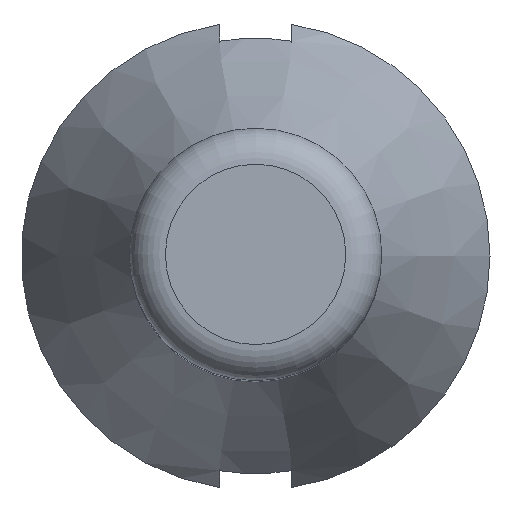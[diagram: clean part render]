
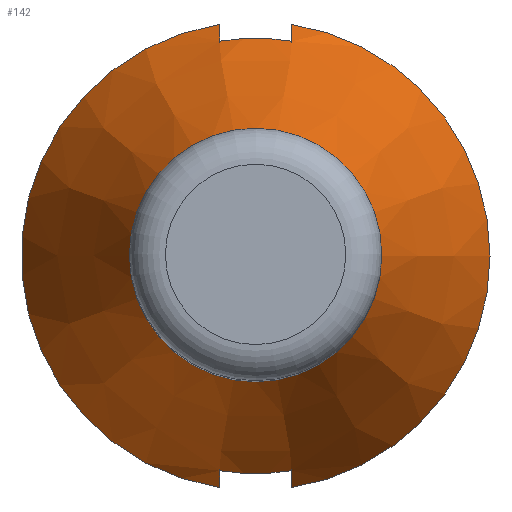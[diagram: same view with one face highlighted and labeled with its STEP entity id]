
A CAD part, top view. The second image highlights one B-rep face of the part: STEP entity #142.
In plain terms, the highlighted conical face has half-angle 24.775 degrees and reference radius 2.5 mm.
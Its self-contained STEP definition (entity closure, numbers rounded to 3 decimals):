
#17=CONICAL_SURFACE('',#183,2.5,0.432);
#18=(
BOUNDED_CURVE()
B_SPLINE_CURVE(2,(#241,#242,#243),.UNSPECIFIED.,.F.,.F.)
B_SPLINE_CURVE_WITH_KNOTS((3,3),(0.,0.055),.UNSPECIFIED.)
CURVE()
GEOMETRIC_REPRESENTATION_ITEM()
RATIONAL_B_SPLINE_CURVE((1.,1.001,1.))
REPRESENTATION_ITEM('')
);
#19=(
BOUNDED_CURVE()
B_SPLINE_CURVE(2,(#247,#248,#249),.UNSPECIFIED.,.F.,.F.)
B_SPLINE_CURVE_WITH_KNOTS((3,3),(0.,0.055),.UNSPECIFIED.)
CURVE()
GEOMETRIC_REPRESENTATION_ITEM()
RATIONAL_B_SPLINE_CURVE((1.,1.001,1.))
REPRESENTATION_ITEM('')
);
#21=(
BOUNDED_CURVE()
B_SPLINE_CURVE(2,(#256,#257,#258),.UNSPECIFIED.,.F.,.F.)
B_SPLINE_CURVE_WITH_KNOTS((3,3),(0.,0.055),.UNSPECIFIED.)
CURVE()
GEOMETRIC_REPRESENTATION_ITEM()
RATIONAL_B_SPLINE_CURVE((1.,1.001,1.))
REPRESENTATION_ITEM('')
);
#23=(
BOUNDED_CURVE()
B_SPLINE_CURVE(2,(#264,#265,#266),.UNSPECIFIED.,.F.,.F.)
B_SPLINE_CURVE_WITH_KNOTS((3,3),(0.,0.055),.UNSPECIFIED.)
CURVE()
GEOMETRIC_REPRESENTATION_ITEM()
RATIONAL_B_SPLINE_CURVE((1.,1.001,1.))
REPRESENTATION_ITEM('')
);
#31=LINE('',#278,#35);
#35=VECTOR('',#225,2.5);
#45=FACE_OUTER_BOUND('',#54,.T.);
#54=EDGE_LOOP('',(#121,#122,#123,#124,#125,#126,#127,#128,#129,#130,#131,
#132));
#58=CIRCLE('',#171,1.75);
#59=CIRCLE('',#176,3.019);
#60=CIRCLE('',#177,3.019);
#61=CIRCLE('',#179,3.25);
#62=CIRCLE('',#181,3.25);
#63=CIRCLE('',#182,3.25);
#66=VERTEX_POINT('',#234);
#67=VERTEX_POINT('',#239);
#68=VERTEX_POINT('',#240);
#69=VERTEX_POINT('',#244);
#70=VERTEX_POINT('',#246);
#71=VERTEX_POINT('',#254);
#72=VERTEX_POINT('',#255);
#73=VERTEX_POINT('',#259);
#74=VERTEX_POINT('',#263);
#75=VERTEX_POINT('',#274);
#79=EDGE_CURVE('',#66,#66,#58,.T.);
#81=EDGE_CURVE('',#67,#68,#18,.T.);
#83=EDGE_CURVE('',#70,#69,#19,.T.);
#85=EDGE_CURVE('',#71,#72,#21,.T.);
#87=EDGE_CURVE('',#74,#73,#23,.T.);
#89=EDGE_CURVE('',#72,#67,#59,.T.);
#90=EDGE_CURVE('',#69,#74,#60,.T.);
#91=EDGE_CURVE('',#71,#73,#61,.T.);
#92=EDGE_CURVE('',#70,#75,#62,.T.);
#93=EDGE_CURVE('',#75,#68,#63,.T.);
#94=EDGE_CURVE('',#75,#66,#31,.T.);
#121=ORIENTED_EDGE('',*,*,#81,.T.);
#122=ORIENTED_EDGE('',*,*,#93,.F.);
#123=ORIENTED_EDGE('',*,*,#94,.T.);
#124=ORIENTED_EDGE('',*,*,#79,.T.);
#125=ORIENTED_EDGE('',*,*,#94,.F.);
#126=ORIENTED_EDGE('',*,*,#92,.F.);
#127=ORIENTED_EDGE('',*,*,#83,.T.);
#128=ORIENTED_EDGE('',*,*,#90,.T.);
#129=ORIENTED_EDGE('',*,*,#87,.T.);
#130=ORIENTED_EDGE('',*,*,#91,.F.);
#131=ORIENTED_EDGE('',*,*,#85,.T.);
#132=ORIENTED_EDGE('',*,*,#89,.T.);
#142=ADVANCED_FACE('',(#45),#17,.T.);
#171=AXIS2_PLACEMENT_3D('',#235,#196,#197);
#176=AXIS2_PLACEMENT_3D('',#269,#209,#210);
#177=AXIS2_PLACEMENT_3D('',#270,#211,#212);
#179=AXIS2_PLACEMENT_3D('',#272,#215,#216);
#181=AXIS2_PLACEMENT_3D('',#275,#219,#220);
#182=AXIS2_PLACEMENT_3D('',#276,#221,#222);
#183=AXIS2_PLACEMENT_3D('',#277,#223,#224);
#196=DIRECTION('center_axis',(0.,0.,-1.));
#197=DIRECTION('ref_axis',(1.,0.,0.));
#209=DIRECTION('center_axis',(0.,0.,1.));
#210=DIRECTION('ref_axis',(-1.,0.,0.));
#211=DIRECTION('center_axis',(0.,0.,1.));
#212=DIRECTION('ref_axis',(-1.,0.,0.));
#215=DIRECTION('center_axis',(0.,0.,-1.));
#216=DIRECTION('ref_axis',(1.,0.,0.));
#219=DIRECTION('center_axis',(0.,0.,-1.));
#220=DIRECTION('ref_axis',(1.,0.,0.));
#221=DIRECTION('center_axis',(0.,0.,-1.));
#222=DIRECTION('ref_axis',(1.,0.,0.));
#223=DIRECTION('center_axis',(0.,0.,-1.));
#224=DIRECTION('ref_axis',(-1.,0.,0.));
#225=DIRECTION('',(-0.419,0.,0.908));
#234=CARTESIAN_POINT('',(1.75,0.,4.));
#235=CARTESIAN_POINT('Origin',(0.,0.,4.));
#239=CARTESIAN_POINT('',(0.5,-2.978,1.25));
#240=CARTESIAN_POINT('',(0.5,-3.211,0.75));
#241=CARTESIAN_POINT('Ctrl Pts',(0.5,-2.978,1.25));
#242=CARTESIAN_POINT('Ctrl Pts',(0.5,-3.09,1.009));
#243=CARTESIAN_POINT('Ctrl Pts',(0.5,-3.211,0.75));
#244=CARTESIAN_POINT('',(0.5,2.978,1.25));
#246=CARTESIAN_POINT('',(0.5,3.211,0.75));
#247=CARTESIAN_POINT('Ctrl Pts',(0.5,3.211,0.75));
#248=CARTESIAN_POINT('Ctrl Pts',(0.5,3.09,1.009));
#249=CARTESIAN_POINT('Ctrl Pts',(0.5,2.978,1.25));
#254=CARTESIAN_POINT('',(-0.5,-3.211,0.75));
#255=CARTESIAN_POINT('',(-0.5,-2.978,1.25));
#256=CARTESIAN_POINT('Ctrl Pts',(-0.5,-3.211,0.75));
#257=CARTESIAN_POINT('Ctrl Pts',(-0.5,-3.09,1.009));
#258=CARTESIAN_POINT('Ctrl Pts',(-0.5,-2.978,1.25));
#259=CARTESIAN_POINT('',(-0.5,3.211,0.75));
#263=CARTESIAN_POINT('',(-0.5,2.978,1.25));
#264=CARTESIAN_POINT('Ctrl Pts',(-0.5,2.978,1.25));
#265=CARTESIAN_POINT('Ctrl Pts',(-0.5,3.09,1.009));
#266=CARTESIAN_POINT('Ctrl Pts',(-0.5,3.211,0.75));
#269=CARTESIAN_POINT('Origin',(0.,0.,1.25));
#270=CARTESIAN_POINT('Origin',(0.,0.,1.25));
#272=CARTESIAN_POINT('Origin',(0.,0.,0.75));
#274=CARTESIAN_POINT('',(3.25,0.,0.75));
#275=CARTESIAN_POINT('Origin',(0.,0.,0.75));
#276=CARTESIAN_POINT('Origin',(0.,0.,0.75));
#277=CARTESIAN_POINT('Origin',(0.,0.,2.375));
#278=CARTESIAN_POINT('',(2.5,0.,2.375));
